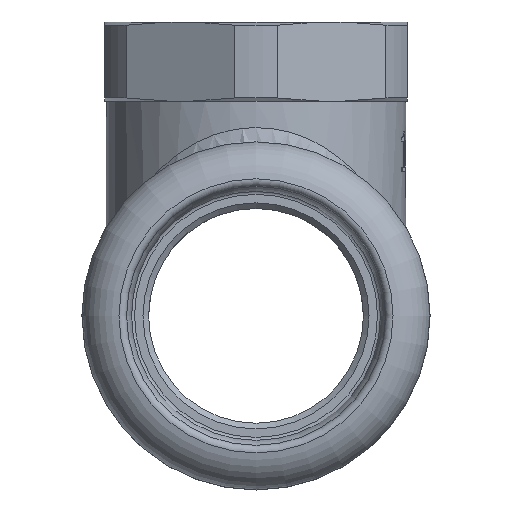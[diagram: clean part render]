
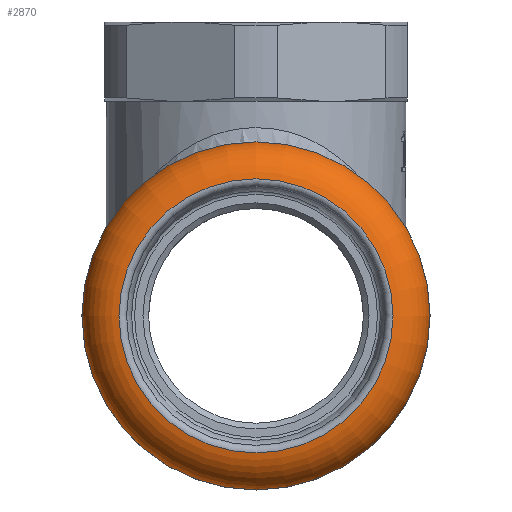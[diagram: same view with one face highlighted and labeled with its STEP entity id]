
A CAD part, left-side view. The second image highlights one B-rep face of the part: STEP entity #2870.
In plain terms, the highlighted toroidal (fillet/blend) face has major radius 11.646 mm and minor radius 3.759 mm.
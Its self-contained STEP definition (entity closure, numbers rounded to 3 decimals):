
#695=FACE_OUTER_BOUND('',#860,.T.);
#860=EDGE_LOOP('',(#1943,#1944,#1945,#1946,#1947,#1948));
#1047=CIRCLE('',#3068,12.127);
#1048=CIRCLE('',#3069,12.127);
#1049=CIRCLE('',#3070,3.759);
#1050=CIRCLE('',#3071,12.65);
#1051=CIRCLE('',#3072,12.65);
#1159=VERTEX_POINT('',#3896);
#1160=VERTEX_POINT('',#3897);
#1161=VERTEX_POINT('',#3900);
#1162=VERTEX_POINT('',#3902);
#1473=EDGE_CURVE('',#1159,#1160,#1047,.T.);
#1474=EDGE_CURVE('',#1160,#1159,#1048,.T.);
#1475=EDGE_CURVE('',#1160,#1161,#1049,.T.);
#1476=EDGE_CURVE('',#1161,#1162,#1050,.T.);
#1477=EDGE_CURVE('',#1162,#1161,#1051,.T.);
#1943=ORIENTED_EDGE('',*,*,#1473,.F.);
#1944=ORIENTED_EDGE('',*,*,#1474,.F.);
#1945=ORIENTED_EDGE('',*,*,#1475,.T.);
#1946=ORIENTED_EDGE('',*,*,#1476,.T.);
#1947=ORIENTED_EDGE('',*,*,#1477,.T.);
#1948=ORIENTED_EDGE('',*,*,#1475,.F.);
#2857=TOROIDAL_SURFACE('',#3067,11.646,3.759);
#2870=ADVANCED_FACE('',(#695),#2857,.T.);
#3067=AXIS2_PLACEMENT_3D('',#3895,#3303,#3304);
#3068=AXIS2_PLACEMENT_3D('',#3898,#3305,#3306);
#3069=AXIS2_PLACEMENT_3D('',#3899,#3307,#3308);
#3070=AXIS2_PLACEMENT_3D('',#3901,#3309,#3310);
#3071=AXIS2_PLACEMENT_3D('',#3903,#3311,#3312);
#3072=AXIS2_PLACEMENT_3D('',#3904,#3313,#3314);
#3303=DIRECTION('center_axis',(-1.,0.,0.));
#3304=DIRECTION('ref_axis',(0.,0.,1.));
#3305=DIRECTION('center_axis',(-1.,0.,0.));
#3306=DIRECTION('ref_axis',(0.,0.,1.));
#3307=DIRECTION('center_axis',(-1.,0.,0.));
#3308=DIRECTION('ref_axis',(0.,0.,1.));
#3309=DIRECTION('center_axis',(0.,-1.,0.));
#3310=DIRECTION('ref_axis',(0.,0.,-1.));
#3311=DIRECTION('center_axis',(-1.,0.,0.));
#3312=DIRECTION('ref_axis',(0.,0.,1.));
#3313=DIRECTION('center_axis',(-1.,0.,0.));
#3314=DIRECTION('ref_axis',(0.,0.,1.));
#3895=CARTESIAN_POINT('Origin',(-35.267,0.,0.));
#3896=CARTESIAN_POINT('',(-38.995,0.,12.127));
#3897=CARTESIAN_POINT('',(-38.995,0.,-12.127));
#3898=CARTESIAN_POINT('Origin',(-38.995,0.,0.));
#3899=CARTESIAN_POINT('Origin',(-38.995,0.,0.));
#3900=CARTESIAN_POINT('',(-31.645,0.,-12.65));
#3901=CARTESIAN_POINT('Origin',(-35.267,0.,
-11.646));
#3902=CARTESIAN_POINT('',(-31.645,0.,12.65));
#3903=CARTESIAN_POINT('Origin',(-31.645,0.,
0.));
#3904=CARTESIAN_POINT('Origin',(-31.645,0.,
0.));
